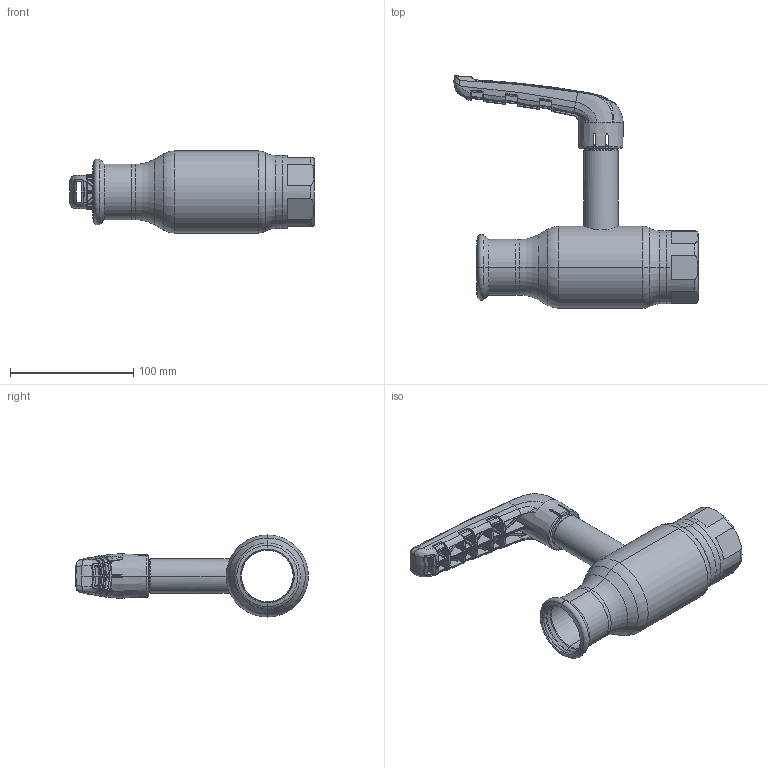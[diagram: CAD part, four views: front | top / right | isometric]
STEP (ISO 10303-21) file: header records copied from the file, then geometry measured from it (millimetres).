
FILE_DESCRIPTION (( 'STEP AP214' ), '1' );
FILE_NAME ('2040001001-xxxx.step', '2019-05-10T10:37:52', ( '' ), ( '' ), 'SwSTEP 2.0', 'SolidWorks 2017', '' );
FILE_SCHEMA (( 'AUTOMOTIVE_DESIGN' ));
Length unit declared in the file: millimetre
Products named in the file (1): 2040001001-xxxx
Bounding box: 198.35 x 188.99 x 66.68 mm (x, y, z)
Surface area: 77335.9 mm2 (no closed solid volume)
Topology: 0 solids, 10 shells, 809 faces, 2718 edges, 1767 vertices
Faces by surface type: bspline 662, plane 50, cylinder 30, cone 28, torus 25, sphere 14
Entity records: 61768 total; most frequent: CARTESIAN_POINT 35896, ORIENTED_EDGE 4283, EDGE_CURVE 2698, B_SPLINE_CURVE_WITH_KNOTS 1890, VERTEX_POINT 1767, DIRECTION 1742, EDGE_LOOP 819, UNCERTAINTY_MEASURE_WITH_UNIT 811
